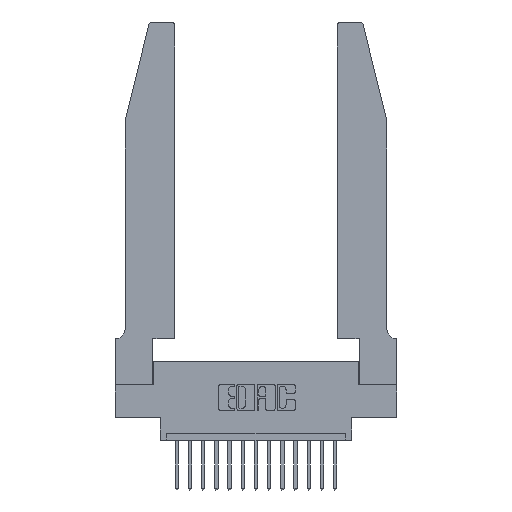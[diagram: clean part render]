
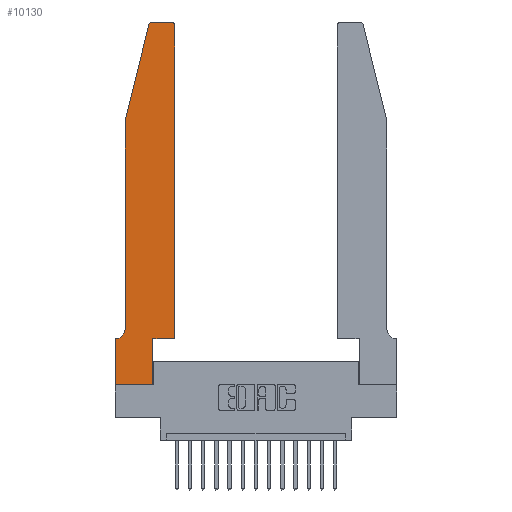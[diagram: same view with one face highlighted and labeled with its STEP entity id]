
A CAD part, top view. The second image highlights one B-rep face of the part: STEP entity #10130.
In plain terms, the highlighted planar face has unit normal (0, 0, 1).
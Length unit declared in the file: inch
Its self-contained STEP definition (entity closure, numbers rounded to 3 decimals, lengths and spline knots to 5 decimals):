
#1076 = DIRECTION ( 'NONE',  ( 1., 0., 0. ) ) ;
#1260 = VERTEX_POINT ( 'NONE', #4538 ) ;
#1454 = CARTESIAN_POINT ( 'NONE',  ( 0.0755, 2., 0.37 ) ) ;
#1868 = DIRECTION ( 'NONE',  ( 0., 1., 0. ) ) ;
#1956 = DIRECTION ( 'NONE',  ( 0., -1., 0. ) ) ;
#2186 = DIRECTION ( 'NONE',  ( 0., -1., 0. ) ) ;
#2254 = VERTEX_POINT ( 'NONE', #13130 ) ;
#2339 = CARTESIAN_POINT ( 'NONE',  ( 0.284, 2.72, 0.37 ) ) ;
#2408 = DIRECTION ( 'NONE',  ( 0., 0., -1. ) ) ;
#2471 = CARTESIAN_POINT ( 'NONE',  ( 0.0055, 0.42, 0.37 ) ) ;
#2792 = EDGE_CURVE ( 'NONE', #12998, #8768, #9641, .T. ) ;
#2870 = EDGE_CURVE ( 'NONE', #11931, #8665, #10724, .T. ) ;
#2887 = DIRECTION ( 'NONE',  ( -0.239, -0.971, 0. ) ) ;
#2899 = CIRCLE ( 'NONE', #7482, 0.03 ) ;
#3005 = EDGE_CURVE ( 'NONE', #4858, #12135, #5305, .T. ) ;
#3186 = CARTESIAN_POINT ( 'NONE',  ( 0.2865, 0., 0.37 ) ) ;
#3202 = VECTOR ( 'NONE', #1868, 39.37008 ) ;
#3226 = DIRECTION ( 'NONE',  ( -1., 0., 0. ) ) ;
#3714 = CARTESIAN_POINT ( 'NONE',  ( 0., 0.35, 0.37 ) ) ;
#3831 = CARTESIAN_POINT ( 'NONE',  ( 0., 0.35, 0.37 ) ) ;
#3899 = EDGE_LOOP ( 'NONE', ( #5908, #16000, #15068, #7243, #8308, #12958, #6569, #8585, #5490, #6359, #17767, #14318 ) ) ;
#4385 = LINE ( 'NONE', #18306, #17239 ) ;
#4538 = CARTESIAN_POINT ( 'NONE',  ( 0.0755, 2., 0.37 ) ) ;
#4542 = EDGE_CURVE ( 'NONE', #7825, #12998, #7216, .T. ) ;
#4594 = VECTOR ( 'NONE', #5392, 39.37008 ) ;
#4769 = LINE ( 'NONE', #13338, #3202 ) ;
#4789 = VERTEX_POINT ( 'NONE', #10246 ) ;
#4858 = VERTEX_POINT ( 'NONE', #6003 ) ;
#5229 = VECTOR ( 'NONE', #1956, 39.37008 ) ;
#5305 = CIRCLE ( 'NONE', #18088, 0.07 ) ;
#5392 = DIRECTION ( 'NONE',  ( 0., 1., 0. ) ) ;
#5490 = ORIENTED_EDGE ( 'NONE', *, *, #8630, .T. ) ;
#5749 = CARTESIAN_POINT ( 'NONE',  ( 0.4505, 2.72, 0.37 ) ) ;
#5815 = EDGE_CURVE ( 'NONE', #8665, #2254, #2899, .T. ) ;
#5908 = ORIENTED_EDGE ( 'NONE', *, *, #2870, .T. ) ;
#5972 = DIRECTION ( 'NONE',  ( 0., 0., 1. ) ) ;
#6003 = CARTESIAN_POINT ( 'NONE',  ( 0.0755, 0.42, 0.37 ) ) ;
#6065 = AXIS2_PLACEMENT_3D ( 'NONE', #3831, #6776, #1076 ) ;
#6098 = CARTESIAN_POINT ( 'NONE',  ( 0.4205, 2.75, 0.37 ) ) ;
#6359 = ORIENTED_EDGE ( 'NONE', *, *, #12072, .T. ) ;
#6403 = CARTESIAN_POINT ( 'NONE',  ( 0., 0., 0.37 ) ) ;
#6569 = ORIENTED_EDGE ( 'NONE', *, *, #4542, .T. ) ;
#6757 = VECTOR ( 'NONE', #2186, 39.37008 ) ;
#6776 = DIRECTION ( 'NONE',  ( 0., 0., 1. ) ) ;
#6876 = EDGE_CURVE ( 'NONE', #12135, #7825, #11443, .T. ) ;
#7216 = LINE ( 'NONE', #15347, #6757 ) ;
#7243 = ORIENTED_EDGE ( 'NONE', *, *, #9806, .T. ) ;
#7482 = AXIS2_PLACEMENT_3D ( 'NONE', #2339, #9597, #11168 ) ;
#7501 = CARTESIAN_POINT ( 'NONE',  ( 0.0755, 0.35, 0.37 ) ) ;
#7825 = VERTEX_POINT ( 'NONE', #3714 ) ;
#7874 = EDGE_CURVE ( 'NONE', #8676, #11931, #9826, .T. ) ;
#8031 = DIRECTION ( 'NONE',  ( 1., 0., 0. ) ) ;
#8255 = CARTESIAN_POINT ( 'NONE',  ( 0.2865, 0.35, 0.37 ) ) ;
#8308 = ORIENTED_EDGE ( 'NONE', *, *, #3005, .T. ) ;
#8585 = ORIENTED_EDGE ( 'NONE', *, *, #2792, .T. ) ;
#8630 = EDGE_CURVE ( 'NONE', #8768, #12818, #15853, .T. ) ;
#8665 = VERTEX_POINT ( 'NONE', #15782 ) ;
#8676 = VERTEX_POINT ( 'NONE', #5749 ) ;
#8768 = VERTEX_POINT ( 'NONE', #3186 ) ;
#8912 = DIRECTION ( 'NONE',  ( 1., 0., 0. ) ) ;
#9281 = DIRECTION ( 'NONE',  ( -1., 0., 0. ) ) ;
#9597 = DIRECTION ( 'NONE',  ( 0., 0., 1. ) ) ;
#9641 = LINE ( 'NONE', #14639, #16834 ) ;
#9806 = EDGE_CURVE ( 'NONE', #1260, #4858, #17622, .T. ) ;
#9826 = CIRCLE ( 'NONE', #13672, 0.03 ) ;
#10130 = ADVANCED_FACE ( 'NONE', ( #15581 ), #15426, .T. ) ;
#10246 = CARTESIAN_POINT ( 'NONE',  ( 0.4505, 0.35, 0.37 ) ) ;
#10515 = VECTOR ( 'NONE', #9281, 39.37008 ) ;
#10724 = LINE ( 'NONE', #14883, #10515 ) ;
#11168 = DIRECTION ( 'NONE',  ( 1., 0., 0. ) ) ;
#11222 = VECTOR ( 'NONE', #3226, 39.37008 ) ;
#11443 = LINE ( 'NONE', #7501, #11222 ) ;
#11931 = VERTEX_POINT ( 'NONE', #6098 ) ;
#12002 = VECTOR ( 'NONE', #2887, 39.37008 ) ;
#12072 = EDGE_CURVE ( 'NONE', #12818, #4789, #4385, .T. ) ;
#12135 = VERTEX_POINT ( 'NONE', #15527 ) ;
#12506 = DIRECTION ( 'NONE',  ( -1., 0., 0. ) ) ;
#12818 = VERTEX_POINT ( 'NONE', #8255 ) ;
#12958 = ORIENTED_EDGE ( 'NONE', *, *, #6876, .T. ) ;
#12998 = VERTEX_POINT ( 'NONE', #6403 ) ;
#13130 = CARTESIAN_POINT ( 'NONE',  ( 0.25487, 2.72718, 0.37 ) ) ;
#13338 = CARTESIAN_POINT ( 'NONE',  ( 0.4505, 0.35, 0.37 ) ) ;
#13672 = AXIS2_PLACEMENT_3D ( 'NONE', #14560, #5972, #16127 ) ;
#13883 = EDGE_CURVE ( 'NONE', #4789, #8676, #4769, .T. ) ;
#14318 = ORIENTED_EDGE ( 'NONE', *, *, #7874, .T. ) ;
#14560 = CARTESIAN_POINT ( 'NONE',  ( 0.4205, 2.72, 0.37 ) ) ;
#14639 = CARTESIAN_POINT ( 'NONE',  ( 0., 0., 0.37 ) ) ;
#14738 = EDGE_CURVE ( 'NONE', #2254, #1260, #15578, .T. ) ;
#14883 = CARTESIAN_POINT ( 'NONE',  ( 0.2605, 2.75, 0.37 ) ) ;
#15068 = ORIENTED_EDGE ( 'NONE', *, *, #14738, .T. ) ;
#15347 = CARTESIAN_POINT ( 'NONE',  ( 0., 0., 0.37 ) ) ;
#15426 = PLANE ( 'NONE',  #6065 ) ;
#15527 = CARTESIAN_POINT ( 'NONE',  ( 0.0055, 0.35, 0.37 ) ) ;
#15578 = LINE ( 'NONE', #1454, #12002 ) ;
#15581 = FACE_OUTER_BOUND ( 'NONE', #3899, .T. ) ;
#15597 = CARTESIAN_POINT ( 'NONE',  ( 0.2865, 0.35, 0.37 ) ) ;
#15782 = CARTESIAN_POINT ( 'NONE',  ( 0.284, 2.75, 0.37 ) ) ;
#15853 = LINE ( 'NONE', #15597, #4594 ) ;
#16000 = ORIENTED_EDGE ( 'NONE', *, *, #5815, .T. ) ;
#16127 = DIRECTION ( 'NONE',  ( 1., 0., 0. ) ) ;
#16834 = VECTOR ( 'NONE', #8912, 39.37008 ) ;
#17239 = VECTOR ( 'NONE', #8031, 39.37008 ) ;
#17622 = LINE ( 'NONE', #17684, #5229 ) ;
#17684 = CARTESIAN_POINT ( 'NONE',  ( 0.0755, 2., 0.37 ) ) ;
#17767 = ORIENTED_EDGE ( 'NONE', *, *, #13883, .T. ) ;
#18088 = AXIS2_PLACEMENT_3D ( 'NONE', #2471, #2408, #12506 ) ;
#18306 = CARTESIAN_POINT ( 'NONE',  ( 0.4505, 0.35, 0.37 ) ) ;
